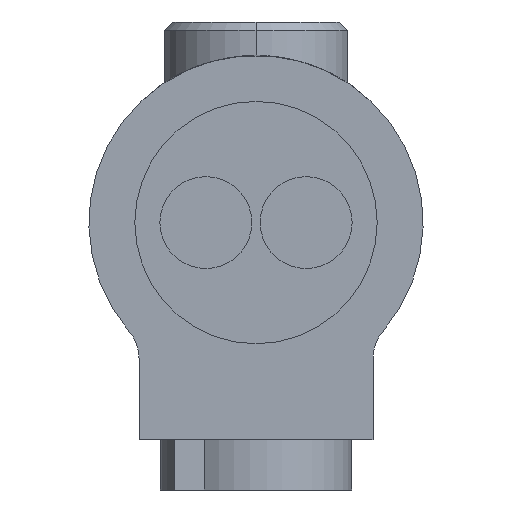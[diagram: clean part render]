
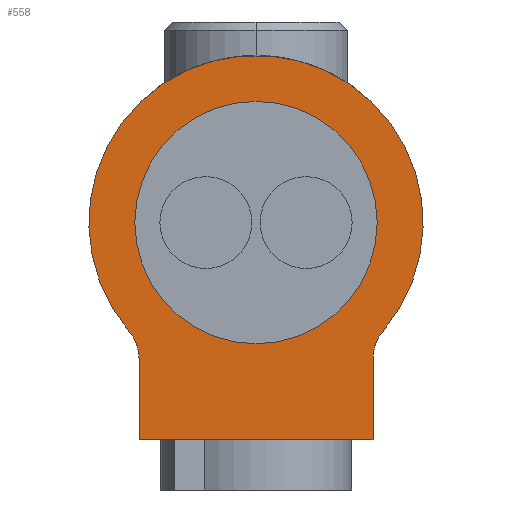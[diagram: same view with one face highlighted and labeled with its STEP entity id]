
A CAD part, left-side view. The second image highlights one B-rep face of the part: STEP entity #558.
In plain terms, the highlighted planar face has unit normal (-1, 0, 0).
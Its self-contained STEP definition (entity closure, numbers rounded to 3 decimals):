
#23=CARTESIAN_POINT('',(0.,0.,0.));
#24=DIRECTION('',(-1.,0.,0.));
#25=DIRECTION('',(0.,1.,0.));
#26=AXIS2_PLACEMENT_3D('',#23,#24,#25);
#28=CARTESIAN_POINT('',(0.,0.,0.));
#29=DIRECTION('',(-1.,0.,0.));
#30=DIRECTION('',(0.,-1.,0.));
#31=AXIS2_PLACEMENT_3D('',#28,#29,#30);
#33=DIRECTION('',(0.,0.,1.));
#34=VECTOR('',#33,0.975);
#35=CARTESIAN_POINT('',(0.,1.4,-2.6));
#36=LINE('',#35,#34);
#37=CARTESIAN_POINT('',(0.,0.,0.));
#38=DIRECTION('',(1.,0.,0.));
#39=DIRECTION('',(0.,0.76,-0.65));
#40=AXIS2_PLACEMENT_3D('',#37,#38,#39);
#42=DIRECTION('',(0.,0.,-1.));
#43=VECTOR('',#42,0.975);
#44=CARTESIAN_POINT('',(0.,-1.4,-1.625));
#45=LINE('',#44,#43);
#46=DIRECTION('',(0.,1.,0.));
#47=VECTOR('',#46,2.8);
#48=CARTESIAN_POINT('',(0.,-1.4,-2.6));
#49=LINE('',#48,#47);
#132=CARTESIAN_POINT('',(0.,1.9,-1.625));
#133=DIRECTION('',(1.,0.,0.));
#134=DIRECTION('',(0.,-0.76,0.65));
#135=AXIS2_PLACEMENT_3D('',#132,#133,#134);
#256=CARTESIAN_POINT('',(0.,-1.9,-1.625));
#257=DIRECTION('',(1.,0.,0.));
#258=DIRECTION('',(0.,1.,0.));
#259=AXIS2_PLACEMENT_3D('',#256,#257,#258);
#427=CARTESIAN_POINT('',(0.,-1.4,-2.6));
#428=CARTESIAN_POINT('',(0.,1.4,-2.6));
#429=VERTEX_POINT('',#427);
#430=VERTEX_POINT('',#428);
#489=CARTESIAN_POINT('',(0.,1.45,0.));
#490=CARTESIAN_POINT('',(0.,-1.45,0.));
#491=VERTEX_POINT('',#489);
#492=VERTEX_POINT('',#490);
#509=CARTESIAN_POINT('',(0.,-1.4,-1.625));
#511=VERTEX_POINT('',#509);
#513=CARTESIAN_POINT('',(0.,-1.52,-1.3));
#515=VERTEX_POINT('',#513);
#517=CARTESIAN_POINT('',(0.,1.52,-1.3));
#519=VERTEX_POINT('',#517);
#521=CARTESIAN_POINT('',(0.,1.4,-1.625));
#523=VERTEX_POINT('',#521);
#533=CARTESIAN_POINT('',(0.,0.,0.));
#534=DIRECTION('',(1.,0.,0.));
#535=DIRECTION('',(0.,-1.,0.));
#536=AXIS2_PLACEMENT_3D('',#533,#534,#535);
#537=PLANE('',#536);
#539=ORIENTED_EDGE('',*,*,#538,.T.);
#541=ORIENTED_EDGE('',*,*,#540,.F.);
#543=ORIENTED_EDGE('',*,*,#542,.T.);
#545=ORIENTED_EDGE('',*,*,#544,.F.);
#547=ORIENTED_EDGE('',*,*,#546,.T.);
#549=ORIENTED_EDGE('',*,*,#548,.T.);
#550=EDGE_LOOP('',(#539,#541,#543,#545,#547,#549));
#551=FACE_OUTER_BOUND('',#550,.F.);
#553=ORIENTED_EDGE('',*,*,#552,.T.);
#555=ORIENTED_EDGE('',*,*,#554,.T.);
#556=EDGE_LOOP('',(#553,#555));
#557=FACE_BOUND('',#556,.F.);
#27=CIRCLE('',#26,1.45);
#32=CIRCLE('',#31,1.45);
#41=CIRCLE('',#40,2.);
#136=CIRCLE('',#135,0.5);
#260=CIRCLE('',#259,0.5);
#538=EDGE_CURVE('',#430,#523,#36,.T.);
#540=EDGE_CURVE('',#519,#523,#136,.T.);
#542=EDGE_CURVE('',#519,#515,#41,.T.);
#544=EDGE_CURVE('',#511,#515,#260,.T.);
#546=EDGE_CURVE('',#511,#429,#45,.T.);
#548=EDGE_CURVE('',#429,#430,#49,.T.);
#552=EDGE_CURVE('',#491,#492,#27,.T.);
#554=EDGE_CURVE('',#492,#491,#32,.T.);
#558=ADVANCED_FACE('',(#551,#557),#537,.F.);
